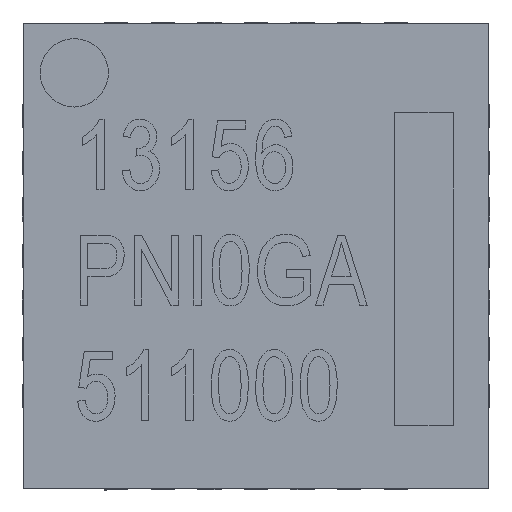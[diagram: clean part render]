
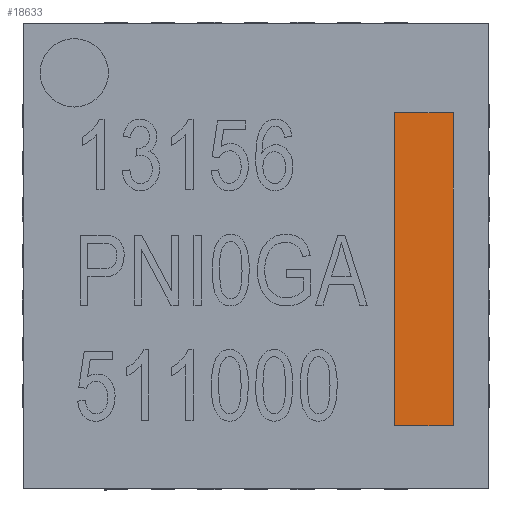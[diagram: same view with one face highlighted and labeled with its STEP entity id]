
A CAD part, top view. The second image highlights one B-rep face of the part: STEP entity #18633.
In plain terms, the highlighted planar face has unit normal (0, 0, 1).
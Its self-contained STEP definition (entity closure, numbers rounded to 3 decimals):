
#604 = VERTEX_POINT ( 'NONE', #18732 ) ;
#989 = PLANE ( 'NONE',  #9599 ) ;
#1568 = CARTESIAN_POINT ( 'NONE',  ( 1.19, 1.229, 0.54 ) ) ;
#1662 = DIRECTION ( 'NONE',  ( 0., -1., 0. ) ) ;
#1915 = VERTEX_POINT ( 'NONE', #5295 ) ;
#2422 = ORIENTED_EDGE ( 'NONE', *, *, #20354, .T. ) ;
#2846 = DIRECTION ( 'NONE',  ( 1., 0., 0. ) ) ;
#3803 = VECTOR ( 'NONE', #1662, 1000. ) ;
#4312 = VERTEX_POINT ( 'NONE', #1568 ) ;
#4753 = CARTESIAN_POINT ( 'NONE',  ( 1.19, 1.229, 0.54 ) ) ;
#4872 = DIRECTION ( 'NONE',  ( -1., 0., 0. ) ) ;
#4915 = LINE ( 'NONE', #8599, #3803 ) ;
#5295 = CARTESIAN_POINT ( 'NONE',  ( 1.19, -1.457, 0.54 ) ) ;
#6499 = EDGE_LOOP ( 'NONE', ( #2422, #17621, #6593, #8314 ) ) ;
#6593 = ORIENTED_EDGE ( 'NONE', *, *, #18735, .T. ) ;
#7284 = FACE_OUTER_BOUND ( 'NONE', #6499, .T. ) ;
#7577 = EDGE_CURVE ( 'NONE', #1915, #9664, #9641, .T. ) ;
#7911 = CARTESIAN_POINT ( 'NONE',  ( 0., 0., 0.54 ) ) ;
#8314 = ORIENTED_EDGE ( 'NONE', *, *, #20793, .T. ) ;
#8599 = CARTESIAN_POINT ( 'NONE',  ( 1.19, 1.229, 0.54 ) ) ;
#9243 = VECTOR ( 'NONE', #15859, 1000. ) ;
#9510 = CARTESIAN_POINT ( 'NONE',  ( 1.696, -1.457, 0.54 ) ) ;
#9599 = AXIS2_PLACEMENT_3D ( 'NONE', #7911, #11768, #12994 ) ;
#9641 = LINE ( 'NONE', #16226, #14447 ) ;
#9664 = VERTEX_POINT ( 'NONE', #9510 ) ;
#10686 = VECTOR ( 'NONE', #4872, 1000. ) ;
#11102 = CARTESIAN_POINT ( 'NONE',  ( 1.696, 1.229, 0.54 ) ) ;
#11768 = DIRECTION ( 'NONE',  ( 0., 0., 1. ) ) ;
#12994 = DIRECTION ( 'NONE',  ( 1., 0., 0. ) ) ;
#14447 = VECTOR ( 'NONE', #2846, 1000. ) ;
#15450 = LINE ( 'NONE', #11102, #9243 ) ;
#15859 = DIRECTION ( 'NONE',  ( 0., 1., 0. ) ) ;
#16226 = CARTESIAN_POINT ( 'NONE',  ( 1.19, -1.457, 0.54 ) ) ;
#16314 = LINE ( 'NONE', #4753, #10686 ) ;
#17621 = ORIENTED_EDGE ( 'NONE', *, *, #7577, .T. ) ;
#18633 = ADVANCED_FACE ( 'NONE', ( #7284 ), #989, .T. ) ;
#18732 = CARTESIAN_POINT ( 'NONE',  ( 1.696, 1.229, 0.54 ) ) ;
#18735 = EDGE_CURVE ( 'NONE', #9664, #604, #15450, .T. ) ;
#20354 = EDGE_CURVE ( 'NONE', #4312, #1915, #4915, .T. ) ;
#20793 = EDGE_CURVE ( 'NONE', #604, #4312, #16314, .T. ) ;
